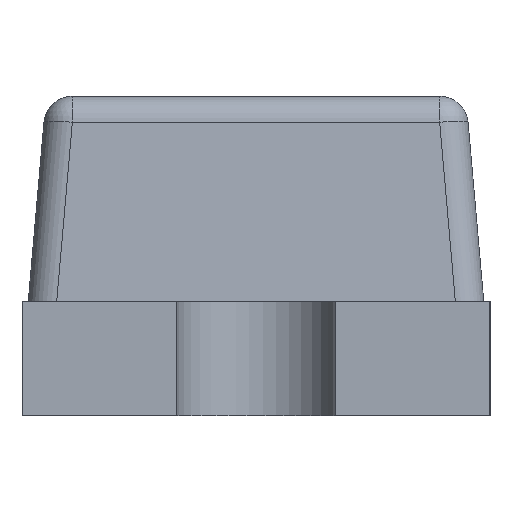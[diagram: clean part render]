
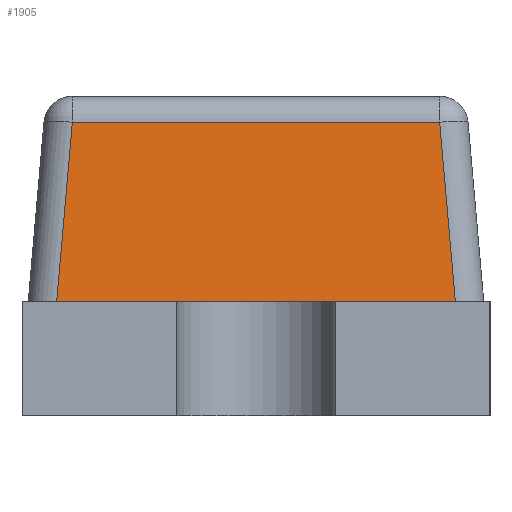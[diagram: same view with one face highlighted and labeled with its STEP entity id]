
A CAD part, left-side view. The second image highlights one B-rep face of the part: STEP entity #1905.
In plain terms, the highlighted planar face has unit normal (-0.996, 0, 0.087).
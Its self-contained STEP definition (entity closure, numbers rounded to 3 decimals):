
#106=FACE_OUTER_BOUND('',#211,.T.);
#211=EDGE_LOOP('',(#1199,#1200,#1201,#1202));
#331=LINE('',#2603,#547);
#332=LINE('',#2605,#548);
#333=LINE('',#2607,#549);
#334=LINE('',#2608,#550);
#547=VECTOR('',#2154,1.);
#548=VECTOR('',#2155,1.);
#549=VECTOR('',#2156,1.);
#550=VECTOR('',#2157,1.);
#763=VERTEX_POINT('',#2601);
#764=VERTEX_POINT('',#2602);
#765=VERTEX_POINT('',#2604);
#766=VERTEX_POINT('',#2606);
#935=EDGE_CURVE('',#763,#764,#331,.T.);
#936=EDGE_CURVE('',#764,#765,#332,.T.);
#937=EDGE_CURVE('',#765,#766,#333,.T.);
#938=EDGE_CURVE('',#766,#763,#334,.T.);
#1199=ORIENTED_EDGE('',*,*,#935,.T.);
#1200=ORIENTED_EDGE('',*,*,#936,.T.);
#1201=ORIENTED_EDGE('',*,*,#937,.T.);
#1202=ORIENTED_EDGE('',*,*,#938,.T.);
#1721=PLANE('',#2026);
#1905=ADVANCED_FACE('',(#106),#1721,.T.);
#2026=AXIS2_PLACEMENT_3D('',#2600,#2152,#2153);
#2152=DIRECTION('center_axis',(-0.996,0.,0.087));
#2153=DIRECTION('ref_axis',(0.087,0.,0.996));
#2154=DIRECTION('',(0.,1.,0.));
#2155=DIRECTION('',(-0.087,0.087,-0.992));
#2156=DIRECTION('',(0.,-1.,0.));
#2157=DIRECTION('',(0.087,0.087,0.992));
#2600=CARTESIAN_POINT('Origin',(-0.55,0.4,0.19));
#2601=CARTESIAN_POINT('',(-0.522,-0.322,0.514));
#2602=CARTESIAN_POINT('',(-0.522,0.322,0.514));
#2603=CARTESIAN_POINT('',(-0.522,0.368,0.514));
#2604=CARTESIAN_POINT('',(-0.55,0.35,0.19));
#2605=CARTESIAN_POINT('',(-0.55,0.351,0.186));
#2606=CARTESIAN_POINT('',(-0.55,-0.35,0.19));
#2607=CARTESIAN_POINT('',(-0.55,0.4,0.19));
#2608=CARTESIAN_POINT('',(-0.544,-0.345,0.255));
